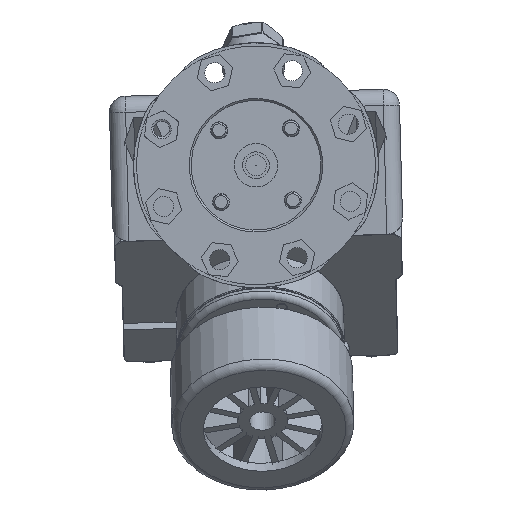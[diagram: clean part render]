
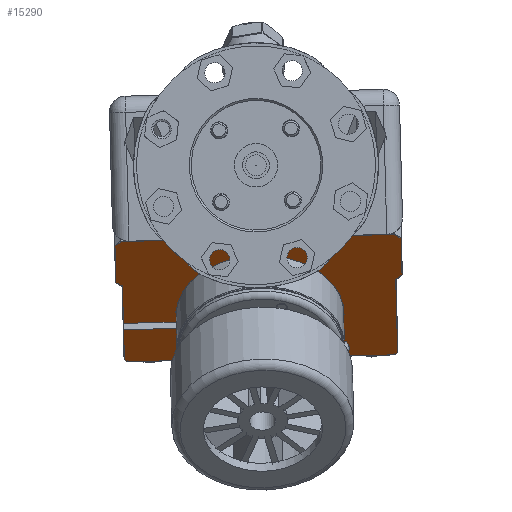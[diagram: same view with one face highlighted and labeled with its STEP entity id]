
A CAD part, left-side view. The second image highlights one B-rep face of the part: STEP entity #15290.
In plain terms, the highlighted face is planar.
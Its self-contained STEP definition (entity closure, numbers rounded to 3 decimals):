
#1500=CIRCLE('',#16410,26.12);
#2051=FACE_OUTER_BOUND('',#2887,.T.);
#2887=EDGE_LOOP('',(#10541,#10542,#10543,#10544,#10545,#10546,#10547,#10548,
#10549,#10550,#10551,#10552,#10553,#10554,#10555,#10556,#10557,#10558,#10559,
#10560,#10561,#10562,#10563,#10564,#10565,#10566,#10567,#10568,#10569,#10570));
#3940=LINE('',#22417,#5377);
#3943=LINE('',#22437,#5380);
#3966=LINE('',#22552,#5403);
#3967=LINE('',#22554,#5404);
#3968=LINE('',#22556,#5405);
#3969=LINE('',#22558,#5406);
#3970=LINE('',#22560,#5407);
#3971=LINE('',#22562,#5408);
#3972=LINE('',#22564,#5409);
#3973=LINE('',#22566,#5410);
#3974=LINE('',#22568,#5411);
#3975=LINE('',#22570,#5412);
#3976=LINE('',#22572,#5413);
#3977=LINE('',#22574,#5414);
#3978=LINE('',#22576,#5415);
#3979=LINE('',#22578,#5416);
#3980=LINE('',#22580,#5417);
#3981=LINE('',#22582,#5418);
#3982=LINE('',#22584,#5419);
#3983=LINE('',#22586,#5420);
#3984=LINE('',#22588,#5421);
#3985=LINE('',#22590,#5422);
#3986=LINE('',#22592,#5423);
#3987=LINE('',#22594,#5424);
#3988=LINE('',#22596,#5425);
#3989=LINE('',#22598,#5426);
#3990=LINE('',#22600,#5427);
#3991=LINE('',#22602,#5428);
#3992=LINE('',#22603,#5429);
#5377=VECTOR('',#17972,16.369);
#5380=VECTOR('',#17993,16.753);
#5403=VECTOR('',#18046,13.159);
#5404=VECTOR('',#18047,1.331);
#5405=VECTOR('',#18048,14.);
#5406=VECTOR('',#18049,18.113);
#5407=VECTOR('',#18050,1.808);
#5408=VECTOR('',#18051,25.96);
#5409=VECTOR('',#18052,1.808);
#5410=VECTOR('',#18053,18.113);
#5411=VECTOR('',#18054,14.);
#5412=VECTOR('',#18055,1.331);
#5413=VECTOR('',#18056,32.);
#5414=VECTOR('',#18057,2.828);
#5415=VECTOR('',#18058,15.917);
#5416=VECTOR('',#18059,2.746);
#5417=VECTOR('',#18060,14.917);
#5418=VECTOR('',#18061,2.828);
#5419=VECTOR('',#18062,13.583);
#5420=VECTOR('',#18063,2.828);
#5421=VECTOR('',#18064,19.917);
#5422=VECTOR('',#18065,2.828);
#5423=VECTOR('',#18066,13.583);
#5424=VECTOR('',#18067,2.828);
#5425=VECTOR('',#18068,14.917);
#5426=VECTOR('',#18069,2.746);
#5427=VECTOR('',#18070,15.917);
#5428=VECTOR('',#18071,2.828);
#5429=VECTOR('',#18072,16.041);
#6802=VERTEX_POINT('',#22414);
#6803=VERTEX_POINT('',#22416);
#6810=VERTEX_POINT('',#22435);
#6811=VERTEX_POINT('',#22436);
#6832=VERTEX_POINT('',#22551);
#6833=VERTEX_POINT('',#22553);
#6834=VERTEX_POINT('',#22555);
#6835=VERTEX_POINT('',#22557);
#6836=VERTEX_POINT('',#22559);
#6837=VERTEX_POINT('',#22561);
#6838=VERTEX_POINT('',#22563);
#6839=VERTEX_POINT('',#22565);
#6840=VERTEX_POINT('',#22567);
#6841=VERTEX_POINT('',#22569);
#6842=VERTEX_POINT('',#22571);
#6843=VERTEX_POINT('',#22573);
#6844=VERTEX_POINT('',#22575);
#6845=VERTEX_POINT('',#22577);
#6846=VERTEX_POINT('',#22579);
#6847=VERTEX_POINT('',#22581);
#6848=VERTEX_POINT('',#22583);
#6849=VERTEX_POINT('',#22585);
#6850=VERTEX_POINT('',#22587);
#6851=VERTEX_POINT('',#22589);
#6852=VERTEX_POINT('',#22591);
#6853=VERTEX_POINT('',#22593);
#6854=VERTEX_POINT('',#22595);
#6855=VERTEX_POINT('',#22597);
#6856=VERTEX_POINT('',#22599);
#6857=VERTEX_POINT('',#22601);
#8286=EDGE_CURVE('',#6803,#6802,#3940,.T.);
#8296=EDGE_CURVE('',#6810,#6811,#3943,.T.);
#8327=EDGE_CURVE('',#6802,#6810,#1500,.F.);
#8328=EDGE_CURVE('',#6811,#6832,#3966,.T.);
#8329=EDGE_CURVE('',#6832,#6833,#3967,.T.);
#8330=EDGE_CURVE('',#6833,#6834,#3968,.T.);
#8331=EDGE_CURVE('',#6834,#6835,#3969,.T.);
#8332=EDGE_CURVE('',#6835,#6836,#3970,.T.);
#8333=EDGE_CURVE('',#6836,#6837,#3971,.T.);
#8334=EDGE_CURVE('',#6837,#6838,#3972,.T.);
#8335=EDGE_CURVE('',#6838,#6839,#3973,.T.);
#8336=EDGE_CURVE('',#6839,#6840,#3974,.T.);
#8337=EDGE_CURVE('',#6840,#6841,#3975,.T.);
#8338=EDGE_CURVE('',#6841,#6842,#3976,.T.);
#8339=EDGE_CURVE('',#6842,#6843,#3977,.T.);
#8340=EDGE_CURVE('',#6843,#6844,#3978,.T.);
#8341=EDGE_CURVE('',#6844,#6845,#3979,.T.);
#8342=EDGE_CURVE('',#6845,#6846,#3980,.T.);
#8343=EDGE_CURVE('',#6846,#6847,#3981,.T.);
#8344=EDGE_CURVE('',#6847,#6848,#3982,.T.);
#8345=EDGE_CURVE('',#6848,#6849,#3983,.T.);
#8346=EDGE_CURVE('',#6849,#6850,#3984,.T.);
#8347=EDGE_CURVE('',#6850,#6851,#3985,.T.);
#8348=EDGE_CURVE('',#6851,#6852,#3986,.T.);
#8349=EDGE_CURVE('',#6852,#6853,#3987,.T.);
#8350=EDGE_CURVE('',#6853,#6854,#3988,.T.);
#8351=EDGE_CURVE('',#6854,#6855,#3989,.T.);
#8352=EDGE_CURVE('',#6855,#6856,#3990,.T.);
#8353=EDGE_CURVE('',#6856,#6857,#3991,.T.);
#8354=EDGE_CURVE('',#6857,#6803,#3992,.T.);
#10541=ORIENTED_EDGE('',*,*,#8286,.T.);
#10542=ORIENTED_EDGE('',*,*,#8327,.T.);
#10543=ORIENTED_EDGE('',*,*,#8296,.T.);
#10544=ORIENTED_EDGE('',*,*,#8328,.T.);
#10545=ORIENTED_EDGE('',*,*,#8329,.T.);
#10546=ORIENTED_EDGE('',*,*,#8330,.T.);
#10547=ORIENTED_EDGE('',*,*,#8331,.T.);
#10548=ORIENTED_EDGE('',*,*,#8332,.T.);
#10549=ORIENTED_EDGE('',*,*,#8333,.T.);
#10550=ORIENTED_EDGE('',*,*,#8334,.T.);
#10551=ORIENTED_EDGE('',*,*,#8335,.T.);
#10552=ORIENTED_EDGE('',*,*,#8336,.T.);
#10553=ORIENTED_EDGE('',*,*,#8337,.T.);
#10554=ORIENTED_EDGE('',*,*,#8338,.T.);
#10555=ORIENTED_EDGE('',*,*,#8339,.T.);
#10556=ORIENTED_EDGE('',*,*,#8340,.T.);
#10557=ORIENTED_EDGE('',*,*,#8341,.T.);
#10558=ORIENTED_EDGE('',*,*,#8342,.T.);
#10559=ORIENTED_EDGE('',*,*,#8343,.T.);
#10560=ORIENTED_EDGE('',*,*,#8344,.T.);
#10561=ORIENTED_EDGE('',*,*,#8345,.T.);
#10562=ORIENTED_EDGE('',*,*,#8346,.T.);
#10563=ORIENTED_EDGE('',*,*,#8347,.T.);
#10564=ORIENTED_EDGE('',*,*,#8348,.T.);
#10565=ORIENTED_EDGE('',*,*,#8349,.T.);
#10566=ORIENTED_EDGE('',*,*,#8350,.T.);
#10567=ORIENTED_EDGE('',*,*,#8351,.T.);
#10568=ORIENTED_EDGE('',*,*,#8352,.T.);
#10569=ORIENTED_EDGE('',*,*,#8353,.T.);
#10570=ORIENTED_EDGE('',*,*,#8354,.T.);
#14798=PLANE('',#16409);
#15290=ADVANCED_FACE('',(#2051),#14798,.T.);
#16409=AXIS2_PLACEMENT_3D('',#22549,#18042,#18043);
#16410=AXIS2_PLACEMENT_3D('',#22550,#18044,#18045);
#17972=DIRECTION('',(1.,0.,0.));
#17993=DIRECTION('',(-1.,0.,0.));
#18042=DIRECTION('center_axis',(0.,1.,0.));
#18043=DIRECTION('ref_axis',(0.,0.,1.));
#18044=DIRECTION('center_axis',(0.,1.,0.));
#18045=DIRECTION('ref_axis',(0.,0.,1.));
#18046=DIRECTION('',(0.,0.,1.));
#18047=DIRECTION('',(0.707,0.,0.707));
#18048=DIRECTION('',(1.,0.,0.));
#18049=DIRECTION('',(0.707,0.,0.707));
#18050=DIRECTION('',(0.924,0.,0.383));
#18051=DIRECTION('',(1.,0.,0.));
#18052=DIRECTION('',(0.924,0.,-0.383));
#18053=DIRECTION('',(0.707,0.,-0.707));
#18054=DIRECTION('',(1.,0.,0.));
#18055=DIRECTION('',(0.707,0.,-0.707));
#18056=DIRECTION('',(0.,0.,-1.));
#18057=DIRECTION('',(0.707,0.,-0.707));
#18058=DIRECTION('',(0.,0.,-1.));
#18059=DIRECTION('',(-0.707,0.,-0.707));
#18060=DIRECTION('',(-1.,0.,0.));
#18061=DIRECTION('',(-0.707,0.,0.707));
#18062=DIRECTION('',(-1.,0.,0.));
#18063=DIRECTION('',(-0.707,0.,-0.707));
#18064=DIRECTION('',(-1.,0.,0.));
#18065=DIRECTION('',(-0.707,0.,0.707));
#18066=DIRECTION('',(-1.,0.,0.));
#18067=DIRECTION('',(-0.707,0.,-0.707));
#18068=DIRECTION('',(-1.,0.,0.));
#18069=DIRECTION('',(-0.707,0.,0.707));
#18070=DIRECTION('',(0.,0.,1.));
#18071=DIRECTION('',(0.707,0.,0.707));
#18072=DIRECTION('',(0.,0.,1.));
#22414=CARTESIAN_POINT('',(-26.031,20.,1.));
#22416=CARTESIAN_POINT('',(-42.4,20.,1.));
#22417=CARTESIAN_POINT('',(-42.4,20.,1.));
#22435=CARTESIAN_POINT('',(-25.647,20.,3.8));
#22436=CARTESIAN_POINT('',(-42.4,20.,3.8));
#22437=CARTESIAN_POINT('',(-25.647,20.,3.8));
#22549=CARTESIAN_POINT('Origin',(0.,20.,-1.15));
#22550=CARTESIAN_POINT('Origin',(0.,20.,-1.15));
#22551=CARTESIAN_POINT('',(-42.4,20.,16.959));
#22552=CARTESIAN_POINT('',(-42.4,20.,3.8));
#22553=CARTESIAN_POINT('',(-41.459,20.,17.9));
#22554=CARTESIAN_POINT('',(-42.4,20.,16.959));
#22555=CARTESIAN_POINT('',(-27.459,20.,17.9));
#22556=CARTESIAN_POINT('',(-41.459,20.,17.9));
#22557=CARTESIAN_POINT('',(-14.65,20.,30.708));
#22558=CARTESIAN_POINT('',(-27.459,20.,17.9));
#22559=CARTESIAN_POINT('',(-12.98,20.,31.4));
#22560=CARTESIAN_POINT('',(-14.65,20.,30.708));
#22561=CARTESIAN_POINT('',(12.98,20.,31.4));
#22562=CARTESIAN_POINT('',(-12.98,20.,31.4));
#22563=CARTESIAN_POINT('',(14.65,20.,30.708));
#22564=CARTESIAN_POINT('',(12.98,20.,31.4));
#22565=CARTESIAN_POINT('',(27.459,20.,17.9));
#22566=CARTESIAN_POINT('',(14.65,20.,30.708));
#22567=CARTESIAN_POINT('',(41.459,20.,17.9));
#22568=CARTESIAN_POINT('',(27.459,20.,17.9));
#22569=CARTESIAN_POINT('',(42.4,20.,16.959));
#22570=CARTESIAN_POINT('',(41.459,20.,17.9));
#22571=CARTESIAN_POINT('',(42.4,20.,-15.041));
#22572=CARTESIAN_POINT('',(42.4,20.,16.959));
#22573=CARTESIAN_POINT('',(44.4,20.,-17.041));
#22574=CARTESIAN_POINT('',(42.4,20.,-15.041));
#22575=CARTESIAN_POINT('',(44.4,20.,-32.959));
#22576=CARTESIAN_POINT('',(44.4,20.,-17.041));
#22577=CARTESIAN_POINT('',(42.459,20.,-34.9));
#22578=CARTESIAN_POINT('',(44.4,20.,-32.959));
#22579=CARTESIAN_POINT('',(27.541,20.,-34.9));
#22580=CARTESIAN_POINT('',(42.459,20.,-34.9));
#22581=CARTESIAN_POINT('',(25.541,20.,-32.9));
#22582=CARTESIAN_POINT('',(27.541,20.,-34.9));
#22583=CARTESIAN_POINT('',(11.959,20.,-32.9));
#22584=CARTESIAN_POINT('',(25.541,20.,-32.9));
#22585=CARTESIAN_POINT('',(9.959,20.,-34.9));
#22586=CARTESIAN_POINT('',(11.959,20.,-32.9));
#22587=CARTESIAN_POINT('',(-9.959,20.,-34.9));
#22588=CARTESIAN_POINT('',(9.959,20.,-34.9));
#22589=CARTESIAN_POINT('',(-11.959,20.,-32.9));
#22590=CARTESIAN_POINT('',(-9.959,20.,-34.9));
#22591=CARTESIAN_POINT('',(-25.541,20.,-32.9));
#22592=CARTESIAN_POINT('',(-11.959,20.,-32.9));
#22593=CARTESIAN_POINT('',(-27.541,20.,-34.9));
#22594=CARTESIAN_POINT('',(-25.541,20.,-32.9));
#22595=CARTESIAN_POINT('',(-42.459,20.,-34.9));
#22596=CARTESIAN_POINT('',(-27.541,20.,-34.9));
#22597=CARTESIAN_POINT('',(-44.4,20.,-32.959));
#22598=CARTESIAN_POINT('',(-42.459,20.,-34.9));
#22599=CARTESIAN_POINT('',(-44.4,20.,-17.041));
#22600=CARTESIAN_POINT('',(-44.4,20.,-32.959));
#22601=CARTESIAN_POINT('',(-42.4,20.,-15.041));
#22602=CARTESIAN_POINT('',(-44.4,20.,-17.041));
#22603=CARTESIAN_POINT('',(-42.4,20.,-15.041));
